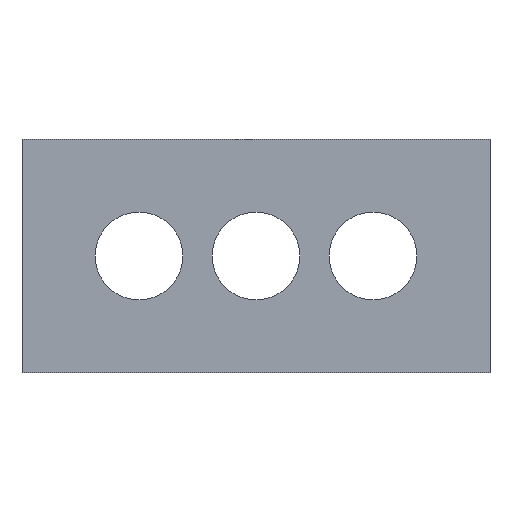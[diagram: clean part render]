
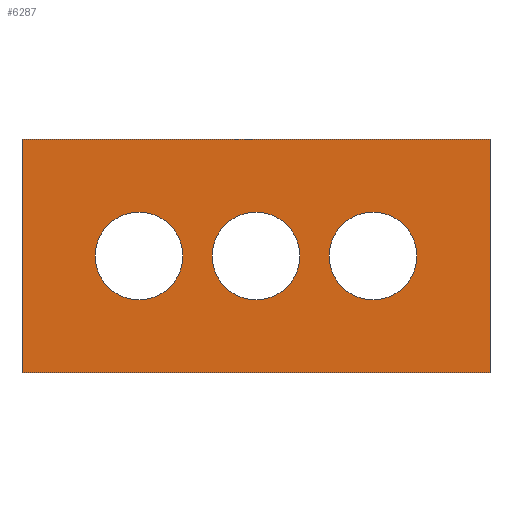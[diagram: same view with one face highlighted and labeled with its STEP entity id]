
A CAD part, front view. The second image highlights one B-rep face of the part: STEP entity #6287.
In plain terms, the highlighted planar face has unit normal (0, -1, 0).
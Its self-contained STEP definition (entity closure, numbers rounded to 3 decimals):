
#897=CARTESIAN_POINT('',(-40.,-126.0,7.5));
#898=VERTEX_POINT('',#897);
#907=CARTESIAN_POINT('',(-25.,-126.0,7.5));
#908=VERTEX_POINT('',#907);
#909=CARTESIAN_POINT('',(-32.5,-126.0,7.5));
#910=DIRECTION('',(0.0,1.0,0.0));
#911=DIRECTION('',(-1.0,0.0,0.0));
#912=AXIS2_PLACEMENT_3D('',#909,#910,#911);
#913=CIRCLE('',#912,7.5);
#914=EDGE_CURVE('',#908,#898,#913,.T.);
#939=CARTESIAN_POINT('',(0.,-126.0,7.5));
#940=VERTEX_POINT('',#939);
#949=CARTESIAN_POINT('',(15.,-126.0,7.5));
#950=VERTEX_POINT('',#949);
#951=CARTESIAN_POINT('',(7.5,-126.0,7.5));
#952=DIRECTION('',(0.0,1.0,0.0));
#953=DIRECTION('',(-1.0,0.0,0.0));
#954=AXIS2_PLACEMENT_3D('',#951,#952,#953);
#955=CIRCLE('',#954,7.5);
#956=EDGE_CURVE('',#950,#940,#955,.T.);
#981=CARTESIAN_POINT('',(-20.,-126.0,7.5));
#982=VERTEX_POINT('',#981);
#991=CARTESIAN_POINT('',(-5.,-126.0,7.5));
#992=VERTEX_POINT('',#991);
#993=CARTESIAN_POINT('',(-12.5,-126.0,7.5));
#994=DIRECTION('',(0.0,1.0,0.0));
#995=DIRECTION('',(-1.0,0.0,0.0));
#996=AXIS2_PLACEMENT_3D('',#993,#994,#995);
#997=CIRCLE('',#996,7.5);
#998=EDGE_CURVE('',#992,#982,#997,.T.);
#4512=CARTESIAN_POINT('',(-12.5,-126.0,7.5));
#4513=DIRECTION('',(0.0,1.0,0.0));
#4514=DIRECTION('',(-1.0,0.0,0.0));
#4515=AXIS2_PLACEMENT_3D('',#4512,#4513,#4514);
#4516=CIRCLE('',#4515,7.5);
#4517=EDGE_CURVE('',#982,#992,#4516,.T.);
#4536=CARTESIAN_POINT('',(7.5,-126.0,7.5));
#4537=DIRECTION('',(0.0,1.0,0.0));
#4538=DIRECTION('',(-1.0,0.0,0.0));
#4539=AXIS2_PLACEMENT_3D('',#4536,#4537,#4538);
#4540=CIRCLE('',#4539,7.5);
#4541=EDGE_CURVE('',#940,#950,#4540,.T.);
#4560=CARTESIAN_POINT('',(-32.5,-126.0,7.5));
#4561=DIRECTION('',(0.0,1.0,0.0));
#4562=DIRECTION('',(-1.0,0.0,0.0));
#4563=AXIS2_PLACEMENT_3D('',#4560,#4561,#4562);
#4564=CIRCLE('',#4563,7.5);
#4565=EDGE_CURVE('',#898,#908,#4564,.T.);
#6195=CARTESIAN_POINT('',(27.5,-126.0,27.5));
#6196=VERTEX_POINT('',#6195);
#6203=CARTESIAN_POINT('',(27.5,-126.0,-12.5));
#6204=VERTEX_POINT('',#6203);
#6205=CARTESIAN_POINT('',(27.5,-126.0,-12.5));
#6206=DIRECTION('',(0.0,0.0,1.0));
#6207=VECTOR('',#6206,40.0);
#6208=LINE('',#6205,#6207);
#6209=EDGE_CURVE('',#6204,#6196,#6208,.T.);
#6245=CARTESIAN_POINT('',(27.5,-126.0,-12.5));
#6246=DIRECTION('',(0.0,-1.0,0.0));
#6247=DIRECTION('',(0.0,0.0,-1.0));
#6248=AXIS2_PLACEMENT_3D('',#6245,#6246,#6247);
#6249=PLANE('',#6248);
#6250=CARTESIAN_POINT('',(-52.5,-126.,27.5));
#6251=VERTEX_POINT('',#6250);
#6252=CARTESIAN_POINT('',(27.5,-126.0,27.5));
#6253=DIRECTION('',(-1.0,0.0,0.0));
#6254=VECTOR('',#6253,80.);
#6255=LINE('',#6252,#6254);
#6256=EDGE_CURVE('',#6196,#6251,#6255,.T.);
#6257=ORIENTED_EDGE('',*,*,#6256,.T.);
#6258=CARTESIAN_POINT('',(-52.5,-126.,-12.5));
#6259=VERTEX_POINT('',#6258);
#6260=CARTESIAN_POINT('',(-52.5,-126.,-12.5));
#6261=DIRECTION('',(0.0,0.0,1.0));
#6262=VECTOR('',#6261,40.0);
#6263=LINE('',#6260,#6262);
#6264=EDGE_CURVE('',#6259,#6251,#6263,.T.);
#6265=ORIENTED_EDGE('',*,*,#6264,.F.);
#6266=CARTESIAN_POINT('',(-52.5,-126.,-12.5));
#6267=DIRECTION('',(1.0,0.0,0.0));
#6268=VECTOR('',#6267,80.);
#6269=LINE('',#6266,#6268);
#6270=EDGE_CURVE('',#6259,#6204,#6269,.T.);
#6271=ORIENTED_EDGE('',*,*,#6270,.T.);
#6272=ORIENTED_EDGE('',*,*,#6209,.T.);
#6273=EDGE_LOOP('',(#6257,#6265,#6271,#6272));
#6274=FACE_OUTER_BOUND('',#6273,.T.);
#6275=ORIENTED_EDGE('',*,*,#998,.T.);
#6276=ORIENTED_EDGE('',*,*,#4517,.T.);
#6277=EDGE_LOOP('',(#6275,#6276));
#6278=FACE_BOUND('',#6277,.T.);
#6279=ORIENTED_EDGE('',*,*,#956,.T.);
#6280=ORIENTED_EDGE('',*,*,#4541,.T.);
#6281=EDGE_LOOP('',(#6279,#6280));
#6282=FACE_BOUND('',#6281,.T.);
#6283=ORIENTED_EDGE('',*,*,#914,.T.);
#6284=ORIENTED_EDGE('',*,*,#4565,.T.);
#6285=EDGE_LOOP('',(#6283,#6284));
#6286=FACE_BOUND('',#6285,.T.);
#6287=ADVANCED_FACE('',(#6274,#6278,#6282,#6286),#6249,.T.);
